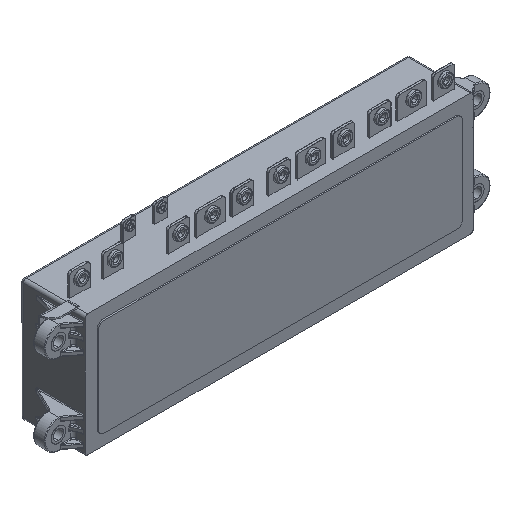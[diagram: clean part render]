
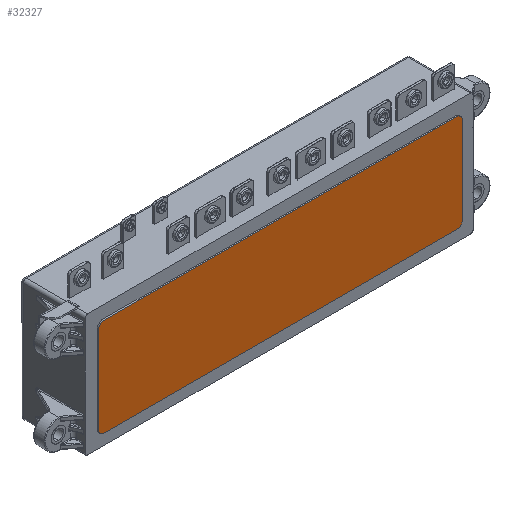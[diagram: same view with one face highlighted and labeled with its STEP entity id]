
A CAD part, isometric view. The second image highlights one B-rep face of the part: STEP entity #32327.
In plain terms, the highlighted free-form (B-spline) face has degree [1, 1] with [2, 2] control points.
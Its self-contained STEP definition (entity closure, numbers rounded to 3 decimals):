
#32161 = VERTEX_POINT('',#32162);
#32162 = CARTESIAN_POINT('',(-123.262,-0.974,
    -29.232));
#32167 = EDGE_CURVE('',#32161,#32168,#32170,.T.);
#32168 = VERTEX_POINT('',#32169);
#32169 = CARTESIAN_POINT('',(-123.262,-0.974,
    29.232));
#32170 = B_SPLINE_CURVE_WITH_KNOTS('',1,(#32171,#32172),.UNSPECIFIED.,
  .F.,.F.,(2,2),(-64.,-4.),.PIECEWISE_BEZIER_KNOTS.);
#32171 = CARTESIAN_POINT('',(-123.262,-0.974,
    -29.232));
#32172 = CARTESIAN_POINT('',(-123.262,-0.974,
    29.232));
#32197 = VERTEX_POINT('',#32198);
#32198 = CARTESIAN_POINT('',(-119.364,-0.974,
    33.13));
#32203 = EDGE_CURVE('',#32197,#32204,#32206,.T.);
#32204 = VERTEX_POINT('',#32205);
#32205 = CARTESIAN_POINT('',(119.364,-0.974,
    33.13));
#32206 = B_SPLINE_CURVE_WITH_KNOTS('',1,(#32207,#32208),.UNSPECIFIED.,
  .F.,.F.,(2,2),(-249.,-4.),.PIECEWISE_BEZIER_KNOTS.);
#32207 = CARTESIAN_POINT('',(-119.364,-0.974,
    33.13));
#32208 = CARTESIAN_POINT('',(119.364,-0.974,
    33.13));
#32223 = EDGE_CURVE('',#32224,#32226,#32228,.T.);
#32224 = VERTEX_POINT('',#32225);
#32225 = CARTESIAN_POINT('',(123.262,-0.974,
    29.232));
#32226 = VERTEX_POINT('',#32227);
#32227 = CARTESIAN_POINT('',(123.262,-0.974,
    -29.232));
#32228 = B_SPLINE_CURVE_WITH_KNOTS('',1,(#32229,#32230),.UNSPECIFIED.,
  .F.,.F.,(2,2),(4.,64.),.PIECEWISE_BEZIER_KNOTS.);
#32229 = CARTESIAN_POINT('',(123.262,-0.974,
    29.232));
#32230 = CARTESIAN_POINT('',(123.262,-0.974,
    -29.232));
#32259 = EDGE_CURVE('',#32260,#32262,#32264,.T.);
#32260 = VERTEX_POINT('',#32261);
#32261 = CARTESIAN_POINT('',(119.364,-0.974,
    -33.13));
#32262 = VERTEX_POINT('',#32263);
#32263 = CARTESIAN_POINT('',(-119.364,-0.974,
    -33.13));
#32264 = B_SPLINE_CURVE_WITH_KNOTS('',1,(#32265,#32266),.UNSPECIFIED.,
  .F.,.F.,(2,2),(4.,249.),.PIECEWISE_BEZIER_KNOTS.);
#32265 = CARTESIAN_POINT('',(119.364,-0.974,
    -33.13));
#32266 = CARTESIAN_POINT('',(-119.364,-0.974,
    -33.13));
#32327 = ADVANCED_FACE('',(#32328),#32358,.F.);
#32328 = FACE_BOUND('',#32329,.T.);
#32329 = EDGE_LOOP('',(#32330,#32331,#32337,#32338,#32344,#32345,#32351,
    #32352));
#32330 = ORIENTED_EDGE('',*,*,#32167,.F.);
#32331 = ORIENTED_EDGE('',*,*,#32332,.T.);
#32332 = EDGE_CURVE('',#32161,#32262,#32333,.T.);
#32333 = ( BOUNDED_CURVE() B_SPLINE_CURVE(2,(#32334,#32335,#32336),
.UNSPECIFIED.,.F.,.F.) B_SPLINE_CURVE_WITH_KNOTS((3,3),(1.571,
3.142),.PIECEWISE_BEZIER_KNOTS.) CURVE() 
GEOMETRIC_REPRESENTATION_ITEM() RATIONAL_B_SPLINE_CURVE((1.,
0.707,1.)) REPRESENTATION_ITEM('') );
#32334 = CARTESIAN_POINT('',(-123.262,-0.974,
    -29.232));
#32335 = CARTESIAN_POINT('',(-123.262,-0.974,
    -33.13));
#32336 = CARTESIAN_POINT('',(-119.364,-0.974,
    -33.13));
#32337 = ORIENTED_EDGE('',*,*,#32259,.F.);
#32338 = ORIENTED_EDGE('',*,*,#32339,.T.);
#32339 = EDGE_CURVE('',#32260,#32226,#32340,.T.);
#32340 = ( BOUNDED_CURVE() B_SPLINE_CURVE(2,(#32341,#32342,#32343),
.UNSPECIFIED.,.F.,.F.) B_SPLINE_CURVE_WITH_KNOTS((3,3),(3.142,
4.712),.PIECEWISE_BEZIER_KNOTS.) CURVE() 
GEOMETRIC_REPRESENTATION_ITEM() RATIONAL_B_SPLINE_CURVE((1.,
0.707,1.)) REPRESENTATION_ITEM('') );
#32341 = CARTESIAN_POINT('',(119.364,-0.974,
    -33.13));
#32342 = CARTESIAN_POINT('',(123.262,-0.974,
    -33.13));
#32343 = CARTESIAN_POINT('',(123.262,-0.974,
    -29.232));
#32344 = ORIENTED_EDGE('',*,*,#32223,.F.);
#32345 = ORIENTED_EDGE('',*,*,#32346,.T.);
#32346 = EDGE_CURVE('',#32224,#32204,#32347,.T.);
#32347 = ( BOUNDED_CURVE() B_SPLINE_CURVE(2,(#32348,#32349,#32350),
.UNSPECIFIED.,.F.,.F.) B_SPLINE_CURVE_WITH_KNOTS((3,3),(4.712,
6.283),.PIECEWISE_BEZIER_KNOTS.) CURVE() 
GEOMETRIC_REPRESENTATION_ITEM() RATIONAL_B_SPLINE_CURVE((1.,
0.707,1.)) REPRESENTATION_ITEM('') );
#32348 = CARTESIAN_POINT('',(123.262,-0.974,
    29.232));
#32349 = CARTESIAN_POINT('',(123.262,-0.974,
    33.13));
#32350 = CARTESIAN_POINT('',(119.364,-0.974,
    33.13));
#32351 = ORIENTED_EDGE('',*,*,#32203,.F.);
#32352 = ORIENTED_EDGE('',*,*,#32353,.T.);
#32353 = EDGE_CURVE('',#32197,#32168,#32354,.T.);
#32354 = ( BOUNDED_CURVE() B_SPLINE_CURVE(2,(#32355,#32356,#32357),
.UNSPECIFIED.,.F.,.F.) B_SPLINE_CURVE_WITH_KNOTS((3,3),(0.,
1.571),.PIECEWISE_BEZIER_KNOTS.) CURVE() 
GEOMETRIC_REPRESENTATION_ITEM() RATIONAL_B_SPLINE_CURVE((1.,
0.707,1.)) REPRESENTATION_ITEM('') );
#32355 = CARTESIAN_POINT('',(-119.364,-0.974,
    33.13));
#32356 = CARTESIAN_POINT('',(-123.262,-0.974,
    33.13));
#32357 = CARTESIAN_POINT('',(-123.262,-0.974,
    29.232));
#32358 = B_SPLINE_SURFACE_WITH_KNOTS('',1,1,(
    (#32359,#32360)
    ,(#32361,#32362
    )),.UNSPECIFIED.,.F.,.F.,.F.,(2,2),(2,2),(-34.,34.),(-126.5,126.5),
  .PIECEWISE_BEZIER_KNOTS.);
#32359 = CARTESIAN_POINT('',(-123.262,-0.974,
    -33.13));
#32360 = CARTESIAN_POINT('',(123.262,-0.974,
    -33.13));
#32361 = CARTESIAN_POINT('',(-123.262,-0.974,
    33.13));
#32362 = CARTESIAN_POINT('',(123.262,-0.974,
    33.13));
